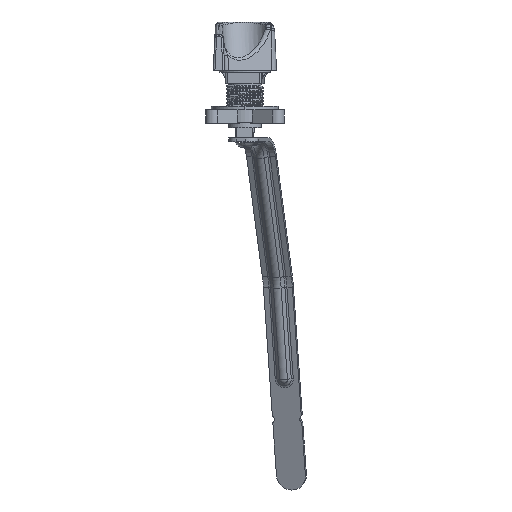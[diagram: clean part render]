
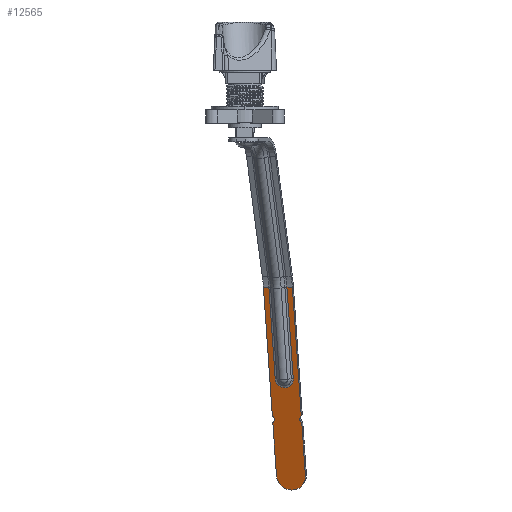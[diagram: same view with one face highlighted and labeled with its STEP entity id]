
A CAD part, left-side view. The second image highlights one B-rep face of the part: STEP entity #12565.
In plain terms, the highlighted planar face has unit normal (-0.933, 0.25, -0.259).
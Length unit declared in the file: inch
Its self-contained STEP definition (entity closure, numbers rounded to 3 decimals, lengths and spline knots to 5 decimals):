
#11268=DIRECTION('',(-0.25,0.067,0.966));
#11269=VECTOR('',#11268,2.21457);
#11270=CARTESIAN_POINT('',(2.53926,-0.94104,
-5.72781));
#11271=LINE('',#11270,#11269);
#11294=DIRECTION('',(-0.25,0.067,0.966));
#11295=VECTOR('',#11294,0.91457);
#11296=CARTESIAN_POINT('',(2.79812,-1.0104,
-6.72796));
#11297=LINE('',#11296,#11295);
#11298=CARTESIAN_POINT('',(2.54234,-0.99001,
-5.78618));
#11299=DIRECTION('',(-0.933,0.25,-0.259));
#11300=DIRECTION('',(-0.04,0.642,0.766));
#11301=AXIS2_PLACEMENT_3D('',#11298,#11299,#11300);
#11303=DIRECTION('',(-0.25,0.067,0.966));
#11304=VECTOR('',#11303,0.91457);
#11305=CARTESIAN_POINT('',(2.92753,-0.52744,
-6.72796));
#11306=LINE('',#11305,#11304);
#11307=CARTESIAN_POINT('',(2.69581,-0.41721,
-5.78618));
#11308=DIRECTION('',(-0.933,0.25,-0.259));
#11309=DIRECTION('',(0.04,-0.642,-0.766));
#11310=AXIS2_PLACEMENT_3D('',#11307,#11308,#11309);
#11312=DIRECTION('',(-0.25,0.067,0.966));
#11313=VECTOR('',#11312,2.21457);
#11314=CARTESIAN_POINT('',(2.66867,-0.45808,
-5.72781));
#11315=LINE('',#11314,#11313);
#11316=DIRECTION('',(0.25,-0.067,-0.966));
#11317=VECTOR('',#11316,1.575);
#11318=CARTESIAN_POINT('',(2.09069,-0.40057,
-3.5887));
#11319=LINE('',#11318,#11317);
#11344=DIRECTION('',(-0.259,-0.966,
0.));
#11345=VECTOR('',#11344,0.09405);
#11346=CARTESIAN_POINT('',(2.11503,-0.30973,
-3.5887));
#11347=LINE('',#11346,#11345);
#11353=DIRECTION('',(-0.259,-0.966,0.));
#11354=VECTOR('',#11353,0.09405);
#11355=CARTESIAN_POINT('',(2.00996,-0.70185,
-3.5887));
#11356=LINE('',#11355,#11354);
#11397=DIRECTION('',(-0.25,0.067,0.966));
#11398=VECTOR('',#11397,1.575);
#11399=CARTESIAN_POINT('',(2.40371,-0.80736,
-5.11003));
#11400=LINE('',#11399,#11398);
#11410=CARTESIAN_POINT('',(2.44408,-0.65672,
-5.11003));
#11411=DIRECTION('',(-0.933,0.25,-0.259));
#11412=DIRECTION('',(0.259,0.966,0.));
#11413=AXIS2_PLACEMENT_3D('',#11410,#11411,#11412);
#12070=CARTESIAN_POINT('',(2.86283,-0.76892,
-6.72796));
#12071=DIRECTION('',(-0.933,0.25,-0.259));
#12072=DIRECTION('',(0.259,0.966,0.));
#12073=AXIS2_PLACEMENT_3D('',#12070,#12071,#12072);
#12088=CARTESIAN_POINT('',(2.11503,-0.30973,
-3.5887));
#12090=VERTEX_POINT('',#12088);
#12092=CARTESIAN_POINT('',(1.98562,-0.79269,
-3.5887));
#12094=VERTEX_POINT('',#12092);
#12116=CARTESIAN_POINT('',(2.92753,-0.52744,
-6.72796));
#12118=VERTEX_POINT('',#12116);
#12120=CARTESIAN_POINT('',(2.79812,-1.0104,
-6.72796));
#12121=VERTEX_POINT('',#12120);
#12141=CARTESIAN_POINT('',(2.69889,-0.46618,
-5.84455));
#12143=VERTEX_POINT('',#12141);
#12145=CARTESIAN_POINT('',(2.66867,-0.45808,
-5.72781));
#12147=VERTEX_POINT('',#12145);
#12148=CARTESIAN_POINT('',(2.53926,-0.94104,
-5.72781));
#12149=CARTESIAN_POINT('',(2.56948,-0.94914,
-5.84455));
#12150=VERTEX_POINT('',#12148);
#12151=VERTEX_POINT('',#12149);
#12213=CARTESIAN_POINT('',(2.09069,-0.40057,
-3.5887));
#12215=VERTEX_POINT('',#12213);
#12220=CARTESIAN_POINT('',(2.48444,-0.50608,
-5.11003));
#12221=VERTEX_POINT('',#12220);
#12224=CARTESIAN_POINT('',(2.40371,-0.80736,
-5.11003));
#12225=VERTEX_POINT('',#12224);
#12228=CARTESIAN_POINT('',(2.00996,-0.70185,
-3.5887));
#12229=VERTEX_POINT('',#12228);
#12540=CARTESIAN_POINT('',(2.99003,-0.54419,
-6.96944));
#12541=DIRECTION('',(-0.933,0.25,-0.259));
#12542=DIRECTION('',(-0.259,-0.966,0.));
#12543=AXIS2_PLACEMENT_3D('',#12540,#12541,#12542);
#12544=PLANE('',#12543);
#12546=ORIENTED_EDGE('',*,*,#12545,.T.);
#12548=ORIENTED_EDGE('',*,*,#12547,.T.);
#12550=ORIENTED_EDGE('',*,*,#12549,.T.);
#12552=ORIENTED_EDGE('',*,*,#12551,.T.);
#12553=ORIENTED_EDGE('',*,*,#12489,.F.);
#12554=ORIENTED_EDGE('',*,*,#12532,.T.);
#12555=ORIENTED_EDGE('',*,*,#12522,.F.);
#12557=ORIENTED_EDGE('',*,*,#12556,.F.);
#12558=ORIENTED_EDGE('',*,*,#12311,.T.);
#12559=ORIENTED_EDGE('',*,*,#12361,.T.);
#12560=ORIENTED_EDGE('',*,*,#12347,.T.);
#12562=ORIENTED_EDGE('',*,*,#12561,.T.);
#12563=EDGE_LOOP('',(#12546,#12548,#12550,#12552,#12553,#12554,#12555,#12557,
#12558,#12559,#12560,#12562));
#12564=FACE_OUTER_BOUND('',#12563,.F.);
#12565=ADVANCED_FACE('',(#12564),#12544,.T.);
#11302=CIRCLE('',#11301,0.07625);
#11311=CIRCLE('',#11310,0.07625);
#11414=CIRCLE('',#11413,0.15595);
#12074=CIRCLE('',#12073,0.25);
#12311=EDGE_CURVE('',#12118,#12143,#11306,.T.);
#12347=EDGE_CURVE('',#12147,#12090,#11315,.T.);
#12361=EDGE_CURVE('',#12143,#12147,#11311,.T.);
#12489=EDGE_CURVE('',#12150,#12094,#11271,.T.);
#12522=EDGE_CURVE('',#12121,#12151,#11297,.T.);
#12532=EDGE_CURVE('',#12150,#12151,#11302,.T.);
#12545=EDGE_CURVE('',#12215,#12221,#11319,.T.);
#12547=EDGE_CURVE('',#12221,#12225,#11414,.T.);
#12549=EDGE_CURVE('',#12225,#12229,#11400,.T.);
#12551=EDGE_CURVE('',#12229,#12094,#11356,.T.);
#12556=EDGE_CURVE('',#12118,#12121,#12074,.T.);
#12561=EDGE_CURVE('',#12090,#12215,#11347,.T.);
